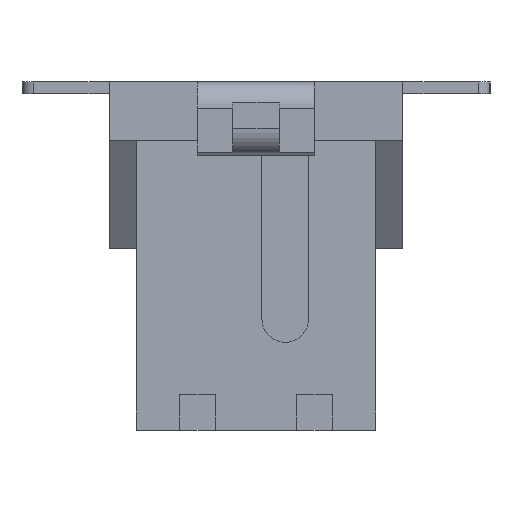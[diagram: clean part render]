
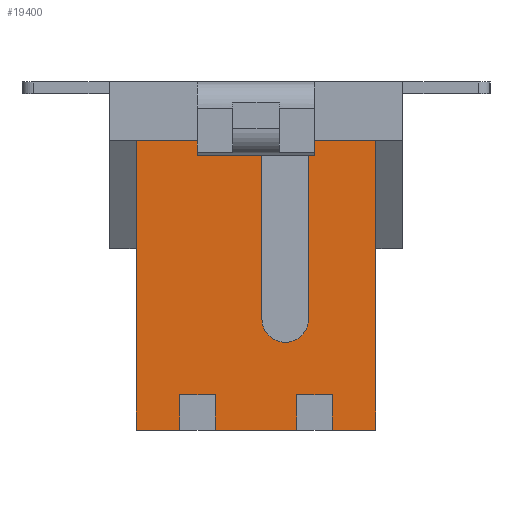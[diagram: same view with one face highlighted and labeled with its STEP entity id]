
A CAD part, left-side view. The second image highlights one B-rep face of the part: STEP entity #19400.
In plain terms, the highlighted planar face has unit normal (-1, 0, 0).
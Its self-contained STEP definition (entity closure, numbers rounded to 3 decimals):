
#520=CARTESIAN_POINT('',(-9.737,27.643,4.95));
#530=VERTEX_POINT('',#520);
#560=CARTESIAN_POINT('',(-9.737,27.643,0.));
#570=DIRECTION('',(0.,0.,-1.));
#580=VECTOR('',#570,1.);
#590=LINE('',#560,#580);
#600=CARTESIAN_POINT('',(-9.737,27.643,0.));
#610=VERTEX_POINT('',#600);
#620=EDGE_CURVE('',#530,#610,#590,.T.);
#4660=CARTESIAN_POINT('',(-9.737,25.,0.));
#4670=DIRECTION('',(0.,-1.,0.));
#4680=VECTOR('',#4670,1.);
#4690=LINE('',#4660,#4680);
#4700=CARTESIAN_POINT('',(-9.737,26.893,0.));
#4710=VERTEX_POINT('',#4700);
#4720=EDGE_CURVE('',#610,#4710,#4690,.T.);
#4940=CARTESIAN_POINT('',(-9.737,26.293,0.));
#4950=VERTEX_POINT('',#4940);
#4980=CARTESIAN_POINT('',(-9.737,25.,0.));
#4990=DIRECTION('',(0.,-1.,0.));
#5000=VECTOR('',#4990,1.);
#5010=LINE('',#4980,#5000);
#5020=CARTESIAN_POINT('',(-9.737,24.893,0.));
#5030=VERTEX_POINT('',#5020);
#5040=EDGE_CURVE('',#4950,#5030,#5010,.T.);
#5260=CARTESIAN_POINT('',(-9.737,24.293,0.));
#5270=VERTEX_POINT('',#5260);
#5300=CARTESIAN_POINT('',(-9.737,25.,0.));
#5310=DIRECTION('',(0.,-1.,0.));
#5320=VECTOR('',#5310,1.);
#5330=LINE('',#5300,#5320);
#5340=CARTESIAN_POINT('',(-9.737,23.543,0.));
#5350=VERTEX_POINT('',#5340);
#5360=EDGE_CURVE('',#5270,#5350,#5330,.T.);
#18380=CARTESIAN_POINT('',(-9.737,23.441,-0.124));
#18390=DIRECTION('',(-1.,0.,0.));
#18400=DIRECTION('',(0.,1.,0.));
#18410=AXIS2_PLACEMENT_3D('',#18380,#18390,#18400);
#18420=PLANE('',#18410);
#18430=CARTESIAN_POINT('',(-9.737,25.093,1.9));
#18440=DIRECTION('',(-1.,0.,0.));
#18450=DIRECTION('',(0.,1.,0.));
#18460=AXIS2_PLACEMENT_3D('',#18430,#18440,#18450);
#18470=CIRCLE('',#18460,0.4);
#18480=CARTESIAN_POINT('',(-9.737,25.493,1.9));
#18490=VERTEX_POINT('',#18480);
#18500=CARTESIAN_POINT('',(-9.737,24.693,1.9));
#18510=VERTEX_POINT('',#18500);
#18520=EDGE_CURVE('',#18490,#18510,#18470,.T.);
#18530=ORIENTED_EDGE('',*,*,#18520,.F.);
#18540=CARTESIAN_POINT('',(-9.737,24.693,0.));
#18550=DIRECTION('',(0.,0.,-1.));
#18560=VECTOR('',#18550,1.);
#18570=LINE('',#18540,#18560);
#18580=CARTESIAN_POINT('',(-9.737,24.693,4.95));
#18590=VERTEX_POINT('',#18580);
#18600=EDGE_CURVE('',#18590,#18510,#18570,.T.);
#18610=ORIENTED_EDGE('',*,*,#18600,.T.);
#18620=CARTESIAN_POINT('',(-9.737,25.,4.95));
#18630=DIRECTION('',(0.,-1.,0.));
#18640=VECTOR('',#18630,1.);
#18650=LINE('',#18620,#18640);
#18660=CARTESIAN_POINT('',(-9.737,23.543,4.95));
#18670=VERTEX_POINT('',#18660);
#18680=EDGE_CURVE('',#18590,#18670,#18650,.T.);
#18690=ORIENTED_EDGE('',*,*,#18680,.F.);
#18700=CARTESIAN_POINT('',(-9.737,23.543,0.));
#18710=DIRECTION('',(0.,0.,1.));
#18720=VECTOR('',#18710,1.);
#18730=LINE('',#18700,#18720);
#18740=EDGE_CURVE('',#5350,#18670,#18730,.T.);
#18750=ORIENTED_EDGE('',*,*,#18740,.T.);
#18760=ORIENTED_EDGE('',*,*,#5360,.T.);
#18770=CARTESIAN_POINT('',(-9.737,24.293,0.));
#18780=DIRECTION('',(0.,0.,-1.));
#18790=VECTOR('',#18780,1.);
#18800=LINE('',#18770,#18790);
#18810=CARTESIAN_POINT('',(-9.737,24.293,0.6));
#18820=VERTEX_POINT('',#18810);
#18830=EDGE_CURVE('',#18820,#5270,#18800,.T.);
#18840=ORIENTED_EDGE('',*,*,#18830,.T.);
#18850=CARTESIAN_POINT('',(-9.737,25.,0.6));
#18860=DIRECTION('',(0.,1.,0.));
#18870=VECTOR('',#18860,1.);
#18880=LINE('',#18850,#18870);
#18890=CARTESIAN_POINT('',(-9.737,24.893,0.6));
#18900=VERTEX_POINT('',#18890);
#18910=EDGE_CURVE('',#18820,#18900,#18880,.T.);
#18920=ORIENTED_EDGE('',*,*,#18910,.F.);
#18930=CARTESIAN_POINT('',(-9.737,24.893,0.));
#18940=DIRECTION('',(0.,0.,1.));
#18950=VECTOR('',#18940,1.);
#18960=LINE('',#18930,#18950);
#18970=EDGE_CURVE('',#5030,#18900,#18960,.T.);
#18980=ORIENTED_EDGE('',*,*,#18970,.T.);
#18990=ORIENTED_EDGE('',*,*,#5040,.T.);
#19000=CARTESIAN_POINT('',(-9.737,26.293,0.));
#19010=DIRECTION('',(0.,0.,-1.));
#19020=VECTOR('',#19010,1.);
#19030=LINE('',#19000,#19020);
#19040=CARTESIAN_POINT('',(-9.737,26.293,0.6));
#19050=VERTEX_POINT('',#19040);
#19060=EDGE_CURVE('',#19050,#4950,#19030,.T.);
#19070=ORIENTED_EDGE('',*,*,#19060,.T.);
#19080=CARTESIAN_POINT('',(-9.737,25.,0.6));
#19090=DIRECTION('',(0.,1.,0.));
#19100=VECTOR('',#19090,1.);
#19110=LINE('',#19080,#19100);
#19120=CARTESIAN_POINT('',(-9.737,26.893,0.6));
#19130=VERTEX_POINT('',#19120);
#19140=EDGE_CURVE('',#19050,#19130,#19110,.T.);
#19150=ORIENTED_EDGE('',*,*,#19140,.F.);
#19160=CARTESIAN_POINT('',(-9.737,26.893,0.));
#19170=DIRECTION('',(0.,0.,1.));
#19180=VECTOR('',#19170,1.);
#19190=LINE('',#19160,#19180);
#19200=EDGE_CURVE('',#4710,#19130,#19190,.T.);
#19210=ORIENTED_EDGE('',*,*,#19200,.T.);
#19220=ORIENTED_EDGE('',*,*,#4720,.T.);
#19230=ORIENTED_EDGE('',*,*,#620,.T.);
#19240=CARTESIAN_POINT('',(-9.737,25.,4.95));
#19250=DIRECTION('',(0.,-1.,0.));
#19260=VECTOR('',#19250,1.);
#19270=LINE('',#19240,#19260);
#19280=CARTESIAN_POINT('',(-9.737,25.493,4.95));
#19290=VERTEX_POINT('',#19280);
#19300=EDGE_CURVE('',#530,#19290,#19270,.T.);
#19310=ORIENTED_EDGE('',*,*,#19300,.F.);
#19320=CARTESIAN_POINT('',(-9.737,25.493,0.));
#19330=DIRECTION('',(0.,0.,1.));
#19340=VECTOR('',#19330,1.);
#19350=LINE('',#19320,#19340);
#19360=EDGE_CURVE('',#18490,#19290,#19350,.T.);
#19370=ORIENTED_EDGE('',*,*,#19360,.T.);
#19380=EDGE_LOOP('',(#19370,#19310,#19230,#19220,#19210,#19150,#19070,
#18990,#18980,#18920,#18840,#18760,#18750,#18690,#18610,#18530));
#19390=FACE_OUTER_BOUND('',#19380,.T.);
#19400=ADVANCED_FACE('',(#19390),#18420,.T.);
